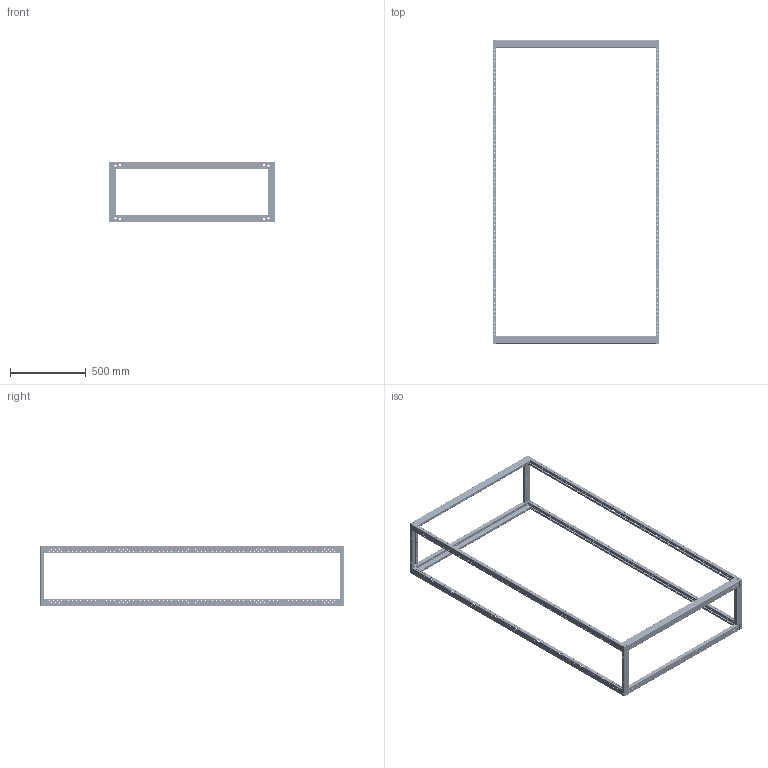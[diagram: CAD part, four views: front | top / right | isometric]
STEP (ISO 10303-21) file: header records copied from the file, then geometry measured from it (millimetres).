
FILE_DESCRIPTION(('STEP AP214'),'1');
FILE_NAME('cctmp_2BD1F64C-BF56-4737-9267-ACAEAA95F674_2025_01_23_07_46_24_0347..stp','2025-01-23T06:46:29',('SIEMENS A&D'),('CADClick - www.CADClick.com'),'Spatial InterOp 3D',' ','unknown authorization');
FILE_SCHEMA(('AUTOMOTIVE_DESIGN'));
Length unit declared in the file: millimetre
Products named in the file (13): cc_unnamed; 2025_01_23_07_46_24_0180; 2025_01_23_07_46_24_0142; 2025_01_23_07_46_24_0071; 2025_01_23_07_46_24_0030; 2025_01_23_07_46_23_0949; 2025_01_23_07_46_23_0909; 2025_01_23_07_46_23_0828; 2025_01_23_07_46_23_0787; 2025_01_23_07_46_23_0712; 2025_01_23_07_46_23_0681; 2025_01_23_07_46_23_0605; 2025_01_23_07_46_23_0564
Assembly tree (12 placements, depth 2):
  cc_unnamed
    2025_01_23_07_46_24_0180
    2025_01_23_07_46_24_0142
    2025_01_23_07_46_24_0071
    2025_01_23_07_46_24_0030
    2025_01_23_07_46_23_0949
    2025_01_23_07_46_23_0909
    2025_01_23_07_46_23_0828
    2025_01_23_07_46_23_0787
    2025_01_23_07_46_23_0712
    2025_01_23_07_46_23_0681
    2025_01_23_07_46_23_0605
    2025_01_23_07_46_23_0564
Bounding box: 1100 x 2000 x 400 mm (x, y, z)
Volume: 4445718.5 mm3; surface area: 3761027.3 mm2
Topology: 84 solids, 84 shells, 6372 faces, 18428 edges, 12200 vertices
Faces by surface type: cylinder 5080, plane 1100, cone 192
Entity records: 277210 total; most frequent: DIRECTION 41390, CARTESIAN_POINT 38237, ORIENTED_EDGE 36856, EDGE_CURVE 18428, AXIS2_PLACEMENT_3D 16649, VERTEX_POINT 12200, EDGE_LOOP 11060, CIRCLE 10264
